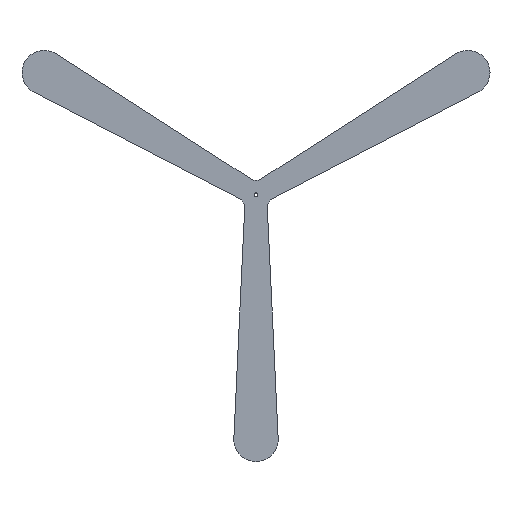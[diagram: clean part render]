
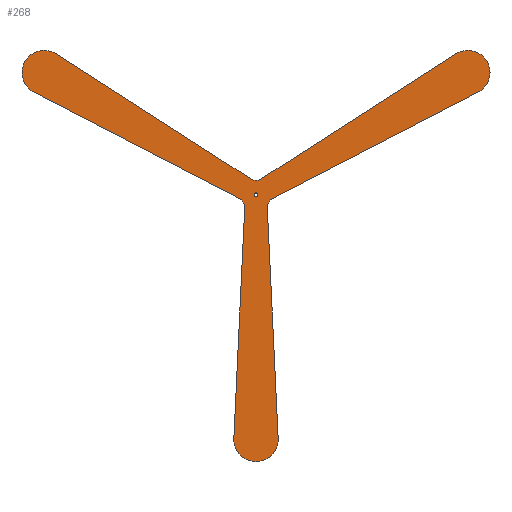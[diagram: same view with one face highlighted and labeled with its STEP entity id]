
A CAD part, front view. The second image highlights one B-rep face of the part: STEP entity #268.
In plain terms, the highlighted planar face has unit normal (0, -1, 0).
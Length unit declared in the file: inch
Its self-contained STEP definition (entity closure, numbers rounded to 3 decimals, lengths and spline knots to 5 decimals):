
#22=FACE_BOUND('',#41,.T.);
#25=FACE_OUTER_BOUND('',#40,.T.);
#40=EDGE_LOOP('',(#184,#185,#186,#187,#188,#189,#190,#191,#192,#193,#194,
#195));
#41=EDGE_LOOP('',(#196));
#58=LINE('',#410,#82);
#59=LINE('',#414,#83);
#60=LINE('',#418,#84);
#61=LINE('',#422,#85);
#62=LINE('',#426,#86);
#63=LINE('',#429,#87);
#82=VECTOR('',#326,15.85631);
#83=VECTOR('',#329,15.85631);
#84=VECTOR('',#332,15.85631);
#85=VECTOR('',#335,15.85631);
#86=VECTOR('',#338,15.85631);
#87=VECTOR('',#341,15.85631);
#106=CIRCLE('',#292,1.);
#107=CIRCLE('',#293,1.5);
#108=CIRCLE('',#294,1.);
#109=CIRCLE('',#295,1.5);
#110=CIRCLE('',#296,1.);
#111=CIRCLE('',#297,1.5);
#112=CIRCLE('',#298,0.1325);
#120=VERTEX_POINT('',#406);
#121=VERTEX_POINT('',#407);
#122=VERTEX_POINT('',#409);
#123=VERTEX_POINT('',#411);
#124=VERTEX_POINT('',#413);
#125=VERTEX_POINT('',#415);
#126=VERTEX_POINT('',#417);
#127=VERTEX_POINT('',#419);
#128=VERTEX_POINT('',#421);
#129=VERTEX_POINT('',#423);
#130=VERTEX_POINT('',#425);
#131=VERTEX_POINT('',#427);
#132=VERTEX_POINT('',#430);
#146=EDGE_CURVE('',#120,#121,#106,.T.);
#147=EDGE_CURVE('',#122,#120,#58,.T.);
#148=EDGE_CURVE('',#123,#122,#107,.T.);
#149=EDGE_CURVE('',#124,#123,#59,.T.);
#150=EDGE_CURVE('',#125,#124,#108,.T.);
#151=EDGE_CURVE('',#126,#125,#60,.T.);
#152=EDGE_CURVE('',#127,#126,#109,.T.);
#153=EDGE_CURVE('',#128,#127,#61,.T.);
#154=EDGE_CURVE('',#129,#128,#110,.T.);
#155=EDGE_CURVE('',#130,#129,#62,.T.);
#156=EDGE_CURVE('',#131,#130,#111,.T.);
#157=EDGE_CURVE('',#121,#131,#63,.T.);
#158=EDGE_CURVE('',#132,#132,#112,.T.);
#184=ORIENTED_EDGE('',*,*,#146,.F.);
#185=ORIENTED_EDGE('',*,*,#147,.F.);
#186=ORIENTED_EDGE('',*,*,#148,.F.);
#187=ORIENTED_EDGE('',*,*,#149,.F.);
#188=ORIENTED_EDGE('',*,*,#150,.F.);
#189=ORIENTED_EDGE('',*,*,#151,.F.);
#190=ORIENTED_EDGE('',*,*,#152,.F.);
#191=ORIENTED_EDGE('',*,*,#153,.F.);
#192=ORIENTED_EDGE('',*,*,#154,.F.);
#193=ORIENTED_EDGE('',*,*,#155,.F.);
#194=ORIENTED_EDGE('',*,*,#156,.F.);
#195=ORIENTED_EDGE('',*,*,#157,.F.);
#196=ORIENTED_EDGE('',*,*,#158,.F.);
#260=PLANE('',#291);
#268=ADVANCED_FACE('',(#25,#22),#260,.F.);
#291=AXIS2_PLACEMENT_3D('',#405,#322,#323);
#292=AXIS2_PLACEMENT_3D('',#408,#324,#325);
#293=AXIS2_PLACEMENT_3D('',#412,#327,#328);
#294=AXIS2_PLACEMENT_3D('',#416,#330,#331);
#295=AXIS2_PLACEMENT_3D('',#420,#333,#334);
#296=AXIS2_PLACEMENT_3D('',#424,#336,#337);
#297=AXIS2_PLACEMENT_3D('',#428,#339,#340);
#298=AXIS2_PLACEMENT_3D('',#431,#342,#343);
#322=DIRECTION('center_axis',(0.,1.,0.));
#323=DIRECTION('ref_axis',(1.,0.,0.));
#324=DIRECTION('center_axis',(0.,1.,0.));
#325=DIRECTION('ref_axis',(-0.198,0.,0.98));
#326=DIRECTION('',(0.841,0.,-0.54));
#327=DIRECTION('center_axis',(0.,1.,0.));
#328=DIRECTION('ref_axis',(-0.5,0.,-0.866));
#329=DIRECTION('',(-0.889,0.,0.458));
#330=DIRECTION('center_axis',(0.,1.,0.));
#331=DIRECTION('ref_axis',(-0.75,0.,-0.661));
#332=DIRECTION('',(0.047,0.,0.999));
#333=DIRECTION('center_axis',(0.,1.,0.));
#334=DIRECTION('ref_axis',(1.,0.,0.));
#335=DIRECTION('',(0.047,0.,-0.999));
#336=DIRECTION('center_axis',(0.,1.,0.));
#337=DIRECTION('ref_axis',(0.948,0.,-0.319));
#338=DIRECTION('',(-0.889,0.,-0.458));
#339=DIRECTION('center_axis',(0.,1.,0.));
#340=DIRECTION('ref_axis',(-0.5,0.,0.866));
#341=DIRECTION('',(0.841,0.,0.54));
#342=DIRECTION('center_axis',(0.,-1.,0.));
#343=DIRECTION('ref_axis',(1.,0.,0.));
#405=CARTESIAN_POINT('Origin',(0.,0.,0.));
#406=CARTESIAN_POINT('',(-0.19782,0.,0.98024));
#407=CARTESIAN_POINT('',(0.19782,0.,0.98024));
#408=CARTESIAN_POINT('Origin',(0.,0.,0.));
#409=CARTESIAN_POINT('',(-13.53942,0.,9.54904));
#410=CARTESIAN_POINT('',(-13.53942,0.,9.54904));
#411=CARTESIAN_POINT('',(-15.03942,0.,6.95096));
#412=CARTESIAN_POINT('Origin',(-14.28942,0.,8.25));
#413=CARTESIAN_POINT('',(-0.94782,0.,-0.3188));
#414=CARTESIAN_POINT('',(-0.94782,0.,-0.3188));
#415=CARTESIAN_POINT('',(-0.75,0.,-0.66144));
#416=CARTESIAN_POINT('Origin',(0.,0.,0.));
#417=CARTESIAN_POINT('',(-1.5,0.,-16.5));
#418=CARTESIAN_POINT('',(-1.5,0.,-16.5));
#419=CARTESIAN_POINT('',(1.5,0.,-16.5));
#420=CARTESIAN_POINT('Origin',(0.,0.,-16.5));
#421=CARTESIAN_POINT('',(0.75,0.,-0.66144));
#422=CARTESIAN_POINT('',(0.75,0.,-0.66144));
#423=CARTESIAN_POINT('',(0.94782,0.,-0.3188));
#424=CARTESIAN_POINT('Origin',(0.,0.,0.));
#425=CARTESIAN_POINT('',(15.03942,0.,6.95096));
#426=CARTESIAN_POINT('',(15.03942,0.,6.95096));
#427=CARTESIAN_POINT('',(13.53942,0.,9.54904));
#428=CARTESIAN_POINT('Origin',(14.28942,0.,8.25));
#429=CARTESIAN_POINT('',(0.19782,0.,0.98024));
#430=CARTESIAN_POINT('',(0.1325,0.,0.));
#431=CARTESIAN_POINT('Origin',(0.,0.,0.));
